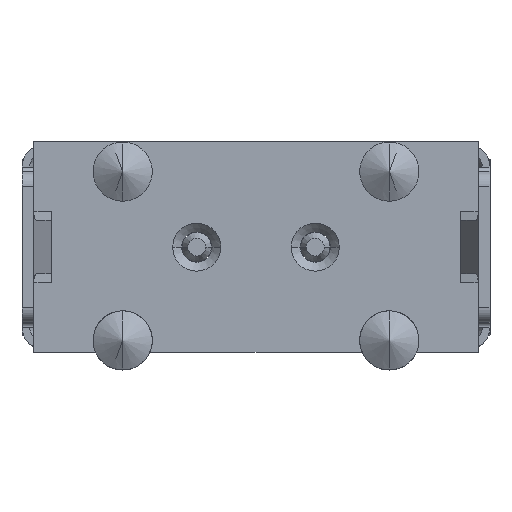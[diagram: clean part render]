
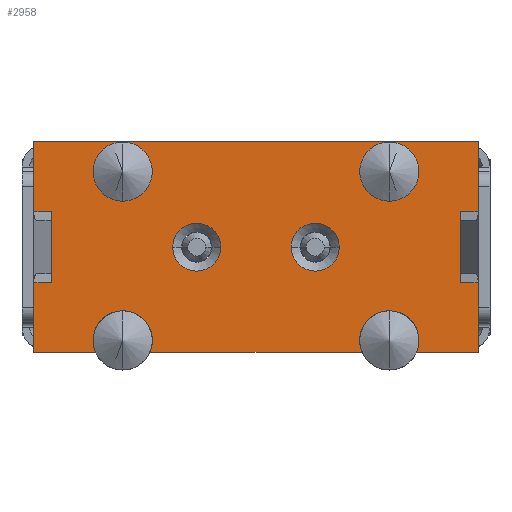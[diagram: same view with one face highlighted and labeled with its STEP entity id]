
A CAD part, front view. The second image highlights one B-rep face of the part: STEP entity #2958.
In plain terms, the highlighted planar face has unit normal (0, -1, 0).
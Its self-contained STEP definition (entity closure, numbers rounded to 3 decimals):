
#14=DIRECTION('',(0.,0.,1.));
#15=VECTOR('',#14,1.2);
#16=CARTESIAN_POINT('',(-3.45,0.,-0.6));
#17=LINE('',#16,#15);
#22=DIRECTION('',(-1.,0.,0.));
#23=VECTOR('',#22,0.3);
#24=CARTESIAN_POINT('',(-3.45,0.,0.6));
#25=LINE('',#24,#23);
#29=CARTESIAN_POINT('',(-2.25,0.,1.575));
#30=DIRECTION('',(0.,-1.,0.));
#31=DIRECTION('',(-0.917,0.,0.4));
#32=AXIS2_PLACEMENT_3D('',#29,#30,#31);
#37=CARTESIAN_POINT('',(-2.25,0.,1.575));
#38=DIRECTION('',(0.,-1.,0.));
#39=DIRECTION('',(0.,0.,-1.));
#40=AXIS2_PLACEMENT_3D('',#37,#38,#39);
#45=DIRECTION('',(1.,0.,0.));
#46=VECTOR('',#45,3.583);
#47=CARTESIAN_POINT('',(-1.792,0.,1.775));
#48=LINE('',#47,#46);
#52=CARTESIAN_POINT('',(2.25,0.,1.575));
#53=DIRECTION('',(0.,1.,0.));
#54=DIRECTION('',(0.,0.,-1.));
#55=AXIS2_PLACEMENT_3D('',#52,#53,#54);
#60=CARTESIAN_POINT('',(2.25,0.,1.575));
#61=DIRECTION('',(0.,-1.,0.));
#62=DIRECTION('',(0.,0.,-1.));
#63=AXIS2_PLACEMENT_3D('',#60,#61,#62);
#68=DIRECTION('',(-1.,0.,0.));
#69=VECTOR('',#68,0.3);
#70=CARTESIAN_POINT('',(3.75,0.,0.6));
#71=LINE('',#70,#69);
#75=DIRECTION('',(0.,0.,1.));
#76=VECTOR('',#75,1.2);
#77=CARTESIAN_POINT('',(3.45,0.,-0.6));
#78=LINE('',#77,#76);
#82=DIRECTION('',(-1.,0.,0.));
#83=VECTOR('',#82,0.3);
#84=CARTESIAN_POINT('',(3.75,0.,-0.6));
#85=LINE('',#84,#83);
#89=CARTESIAN_POINT('',(2.25,0.,-1.275));
#90=DIRECTION('',(0.,-1.,0.));
#91=DIRECTION('',(0.,0.,-1.));
#92=AXIS2_PLACEMENT_3D('',#89,#90,#91);
#97=CARTESIAN_POINT('',(2.25,0.,-1.275));
#98=DIRECTION('',(0.,-1.,0.));
#99=DIRECTION('',(0.,0.,1.));
#100=AXIS2_PLACEMENT_3D('',#97,#98,#99);
#105=DIRECTION('',(-1.,0.,0.));
#106=VECTOR('',#105,4.5);
#107=CARTESIAN_POINT('',(2.25,0.,-1.775));
#108=LINE('',#107,#106);
#112=CARTESIAN_POINT('',(-2.25,0.,-1.275));
#113=DIRECTION('',(0.,1.,0.));
#114=DIRECTION('',(0.,0.,1.));
#115=AXIS2_PLACEMENT_3D('',#112,#113,#114);
#120=CARTESIAN_POINT('',(-2.25,0.,-1.275));
#121=DIRECTION('',(0.,-1.,0.));
#122=DIRECTION('',(0.,0.,1.));
#123=AXIS2_PLACEMENT_3D('',#120,#121,#122);
#128=DIRECTION('',(-1.,0.,0.));
#129=VECTOR('',#128,0.3);
#130=CARTESIAN_POINT('',(-3.45,0.,-0.6));
#131=LINE('',#130,#129);
#135=CARTESIAN_POINT('',(1.,0.,0.));
#136=DIRECTION('',(0.,-1.,0.));
#137=DIRECTION('',(1.,0.,0.));
#138=AXIS2_PLACEMENT_3D('',#135,#136,#137);
#165=CARTESIAN_POINT('',(1.,0.,0.));
#166=DIRECTION('',(0.,-1.,0.));
#167=DIRECTION('',(-1.,0.,0.));
#168=AXIS2_PLACEMENT_3D('',#165,#166,#167);
#1228=DIRECTION('',(0.,0.,-1.));
#1229=VECTOR('',#1228,1.175);
#1230=CARTESIAN_POINT('',(3.75,0.,1.775));
#1231=LINE('',#1230,#1229);
#1270=DIRECTION('',(0.,0.,-1.));
#1271=VECTOR('',#1270,1.175);
#1272=CARTESIAN_POINT('',(3.75,0.,-0.6));
#1273=LINE('',#1272,#1271);
#1340=DIRECTION('',(-1.,0.,0.));
#1341=VECTOR('',#1340,1.042);
#1342=CARTESIAN_POINT('',(3.75,0.,1.775));
#1343=LINE('',#1342,#1341);
#1354=DIRECTION('',(-1.,0.,0.));
#1355=VECTOR('',#1354,1.042);
#1356=CARTESIAN_POINT('',(-2.708,0.,1.775));
#1357=LINE('',#1356,#1355);
#1516=DIRECTION('',(0.,0.,-1.));
#1517=VECTOR('',#1516,1.175);
#1518=CARTESIAN_POINT('',(-3.75,0.,-0.6));
#1519=LINE('',#1518,#1517);
#1558=DIRECTION('',(0.,0.,-1.));
#1559=VECTOR('',#1558,1.175);
#1560=CARTESIAN_POINT('',(-3.75,0.,1.775));
#1561=LINE('',#1560,#1559);
#1607=DIRECTION('',(1.,0.,0.));
#1608=VECTOR('',#1607,1.5);
#1609=CARTESIAN_POINT('',(-3.75,0.,-1.775));
#1610=LINE('',#1609,#1608);
#1614=DIRECTION('',(1.,0.,0.));
#1615=VECTOR('',#1614,1.5);
#1616=CARTESIAN_POINT('',(2.25,0.,-1.775));
#1617=LINE('',#1616,#1615);
#2342=CARTESIAN_POINT('',(-1.,0.,0.));
#2343=DIRECTION('',(0.,-1.,0.));
#2344=DIRECTION('',(1.,0.,0.));
#2345=AXIS2_PLACEMENT_3D('',#2342,#2343,#2344);
#2372=CARTESIAN_POINT('',(-1.,0.,0.));
#2373=DIRECTION('',(0.,-1.,0.));
#2374=DIRECTION('',(-1.,0.,0.));
#2375=AXIS2_PLACEMENT_3D('',#2372,#2373,#2374);
#2493=CARTESIAN_POINT('',(2.25,0.,-0.775));
#2494=CARTESIAN_POINT('',(2.25,0.,-1.775));
#2495=VERTEX_POINT('',#2493);
#2496=VERTEX_POINT('',#2494);
#2505=CARTESIAN_POINT('',(2.25,0.,1.075));
#2506=CARTESIAN_POINT('',(1.792,0.,1.775));
#2507=VERTEX_POINT('',#2505);
#2508=VERTEX_POINT('',#2506);
#2509=CARTESIAN_POINT('',(2.708,0.,1.775));
#2511=VERTEX_POINT('',#2509);
#2523=CARTESIAN_POINT('',(-2.25,0.,-0.775));
#2524=CARTESIAN_POINT('',(-2.25,0.,-1.775));
#2525=VERTEX_POINT('',#2523);
#2526=VERTEX_POINT('',#2524);
#2535=CARTESIAN_POINT('',(-2.25,0.,1.075));
#2536=CARTESIAN_POINT('',(-1.792,0.,1.775));
#2537=VERTEX_POINT('',#2535);
#2538=VERTEX_POINT('',#2536);
#2540=CARTESIAN_POINT('',(-2.708,0.,1.775));
#2542=VERTEX_POINT('',#2540);
#2547=CARTESIAN_POINT('',(3.75,0.,-1.775));
#2549=VERTEX_POINT('',#2547);
#2552=CARTESIAN_POINT('',(3.75,0.,1.775));
#2554=VERTEX_POINT('',#2552);
#2631=CARTESIAN_POINT('',(3.45,0.,-0.6));
#2632=CARTESIAN_POINT('',(3.45,0.,0.6));
#2633=VERTEX_POINT('',#2631);
#2634=VERTEX_POINT('',#2632);
#2639=CARTESIAN_POINT('',(3.75,0.,0.6));
#2640=VERTEX_POINT('',#2639);
#2641=CARTESIAN_POINT('',(3.75,0.,-0.6));
#2642=VERTEX_POINT('',#2641);
#2683=CARTESIAN_POINT('',(0.595,0.,0.));
#2684=CARTESIAN_POINT('',(1.405,0.,0.));
#2685=VERTEX_POINT('',#2683);
#2686=VERTEX_POINT('',#2684);
#2695=CARTESIAN_POINT('',(-1.405,0.,0.));
#2696=CARTESIAN_POINT('',(-0.595,0.,0.));
#2697=VERTEX_POINT('',#2695);
#2698=VERTEX_POINT('',#2696);
#2711=CARTESIAN_POINT('',(-3.75,0.,-1.775));
#2713=VERTEX_POINT('',#2711);
#2716=CARTESIAN_POINT('',(-3.75,0.,1.775));
#2718=VERTEX_POINT('',#2716);
#2795=CARTESIAN_POINT('',(-3.45,0.,-0.6));
#2796=CARTESIAN_POINT('',(-3.45,0.,0.6));
#2797=VERTEX_POINT('',#2795);
#2798=VERTEX_POINT('',#2796);
#2803=CARTESIAN_POINT('',(-3.75,0.,-0.6));
#2804=VERTEX_POINT('',#2803);
#2805=CARTESIAN_POINT('',(-3.75,0.,0.6));
#2806=VERTEX_POINT('',#2805);
#2891=CARTESIAN_POINT('',(0.,0.,0.));
#2892=DIRECTION('',(0.,1.,0.));
#2893=DIRECTION('',(-1.,0.,0.));
#2894=AXIS2_PLACEMENT_3D('',#2891,#2892,#2893);
#2895=PLANE('',#2894);
#2897=ORIENTED_EDGE('',*,*,#2896,.T.);
#2899=ORIENTED_EDGE('',*,*,#2898,.T.);
#2901=ORIENTED_EDGE('',*,*,#2900,.F.);
#2903=ORIENTED_EDGE('',*,*,#2902,.F.);
#2905=ORIENTED_EDGE('',*,*,#2904,.T.);
#2907=ORIENTED_EDGE('',*,*,#2906,.T.);
#2909=ORIENTED_EDGE('',*,*,#2908,.T.);
#2911=ORIENTED_EDGE('',*,*,#2910,.F.);
#2913=ORIENTED_EDGE('',*,*,#2912,.T.);
#2915=ORIENTED_EDGE('',*,*,#2914,.F.);
#2917=ORIENTED_EDGE('',*,*,#2916,.T.);
#2919=ORIENTED_EDGE('',*,*,#2918,.T.);
#2921=ORIENTED_EDGE('',*,*,#2920,.F.);
#2923=ORIENTED_EDGE('',*,*,#2922,.F.);
#2925=ORIENTED_EDGE('',*,*,#2924,.T.);
#2927=ORIENTED_EDGE('',*,*,#2926,.F.);
#2929=ORIENTED_EDGE('',*,*,#2928,.T.);
#2931=ORIENTED_EDGE('',*,*,#2930,.T.);
#2933=ORIENTED_EDGE('',*,*,#2932,.T.);
#2935=ORIENTED_EDGE('',*,*,#2934,.F.);
#2937=ORIENTED_EDGE('',*,*,#2936,.T.);
#2939=ORIENTED_EDGE('',*,*,#2938,.F.);
#2941=ORIENTED_EDGE('',*,*,#2940,.F.);
#2943=ORIENTED_EDGE('',*,*,#2942,.F.);
#2944=EDGE_LOOP('',(#2897,#2899,#2901,#2903,#2905,#2907,#2909,#2911,#2913,#2915,
#2917,#2919,#2921,#2923,#2925,#2927,#2929,#2931,#2933,#2935,#2937,#2939,#2941,
#2943));
#2945=FACE_OUTER_BOUND('',#2944,.F.);
#2947=ORIENTED_EDGE('',*,*,#2946,.T.);
#2949=ORIENTED_EDGE('',*,*,#2948,.T.);
#2950=EDGE_LOOP('',(#2947,#2949));
#2951=FACE_BOUND('',#2950,.F.);
#2953=ORIENTED_EDGE('',*,*,#2952,.T.);
#2955=ORIENTED_EDGE('',*,*,#2954,.T.);
#2956=EDGE_LOOP('',(#2953,#2955));
#2957=FACE_BOUND('',#2956,.F.);
#2958=ADVANCED_FACE('',(#2945,#2951,#2957),#2895,.F.);
#33=CIRCLE('',#32,0.5);
#41=CIRCLE('',#40,0.5);
#56=CIRCLE('',#55,0.5);
#64=CIRCLE('',#63,0.5);
#93=CIRCLE('',#92,0.5);
#101=CIRCLE('',#100,0.5);
#116=CIRCLE('',#115,0.5);
#124=CIRCLE('',#123,0.5);
#139=CIRCLE('',#138,0.405);
#169=CIRCLE('',#168,0.405);
#2346=CIRCLE('',#2345,0.405);
#2376=CIRCLE('',#2375,0.405);
#2896=EDGE_CURVE('',#2797,#2798,#17,.T.);
#2898=EDGE_CURVE('',#2798,#2806,#25,.T.);
#2900=EDGE_CURVE('',#2718,#2806,#1561,.T.);
#2902=EDGE_CURVE('',#2542,#2718,#1357,.T.);
#2904=EDGE_CURVE('',#2542,#2537,#33,.T.);
#2906=EDGE_CURVE('',#2537,#2538,#41,.T.);
#2908=EDGE_CURVE('',#2538,#2508,#48,.T.);
#2910=EDGE_CURVE('',#2507,#2508,#56,.T.);
#2912=EDGE_CURVE('',#2507,#2511,#64,.T.);
#2914=EDGE_CURVE('',#2554,#2511,#1343,.T.);
#2916=EDGE_CURVE('',#2554,#2640,#1231,.T.);
#2918=EDGE_CURVE('',#2640,#2634,#71,.T.);
#2920=EDGE_CURVE('',#2633,#2634,#78,.T.);
#2922=EDGE_CURVE('',#2642,#2633,#85,.T.);
#2924=EDGE_CURVE('',#2642,#2549,#1273,.T.);
#2926=EDGE_CURVE('',#2496,#2549,#1617,.T.);
#2928=EDGE_CURVE('',#2496,#2495,#93,.T.);
#2930=EDGE_CURVE('',#2495,#2496,#101,.T.);
#2932=EDGE_CURVE('',#2496,#2526,#108,.T.);
#2934=EDGE_CURVE('',#2525,#2526,#116,.T.);
#2936=EDGE_CURVE('',#2525,#2526,#124,.T.);
#2938=EDGE_CURVE('',#2713,#2526,#1610,.T.);
#2940=EDGE_CURVE('',#2804,#2713,#1519,.T.);
#2942=EDGE_CURVE('',#2797,#2804,#131,.T.);
#2946=EDGE_CURVE('',#2698,#2697,#2346,.T.);
#2948=EDGE_CURVE('',#2697,#2698,#2376,.T.);
#2952=EDGE_CURVE('',#2686,#2685,#139,.T.);
#2954=EDGE_CURVE('',#2685,#2686,#169,.T.);
